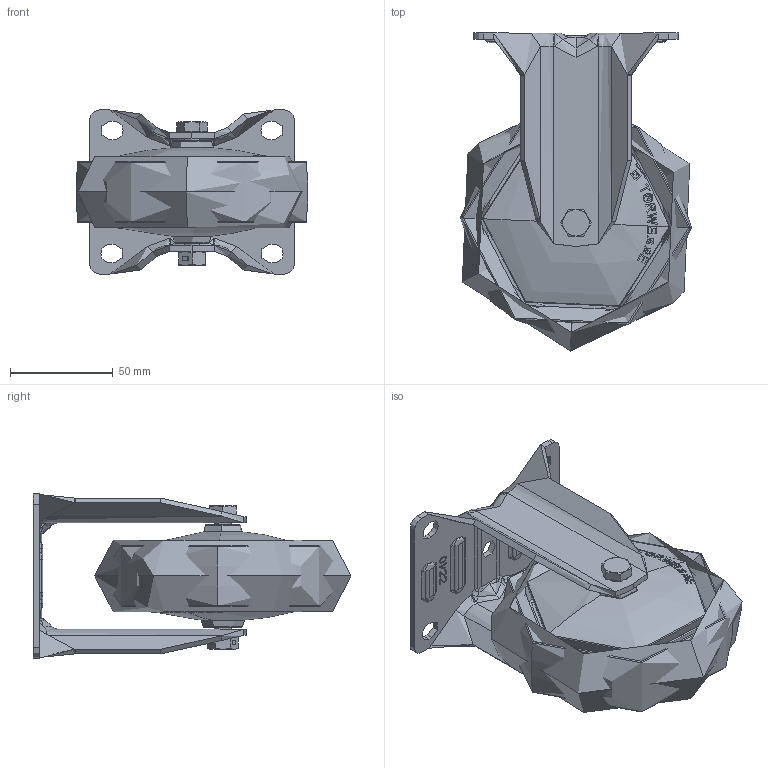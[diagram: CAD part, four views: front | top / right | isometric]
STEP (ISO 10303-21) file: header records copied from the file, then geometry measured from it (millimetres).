
FILE_DESCRIPTION (( 'STEP AP214' ), '1' );
FILE_NAME ('0055765.step', '2023-10-13T10:53:01', ( '' ), ( '' ), 'SwSTEP 2.0', 'SolidWorks 2020', '' );
FILE_SCHEMA (( 'AUTOMOTIVE_DESIGN' ));
Length unit declared in the file: millimetre
Products named in the file (1): 0055765
Bounding box: 112.77 x 154.94 x 80 mm (x, y, z)
Volume: 323381.5 mm3; surface area: 154972.5 mm2
Topology: 8 solids, 8 shells, 889 faces, 2167 edges, 1344 vertices
Faces by surface type: bspline 352, plane 221, cylinder 128, torus 124, cone 64
Entity records: 55939 total; most frequent: CARTESIAN_POINT 28010, ORIENTED_EDGE 4322, DIRECTION 2737, EDGE_CURVE 2161, VERTEX_POINT 1344, AXIS2_PLACEMENT_3D 1032, EDGE_LOOP 971, B_SPLINE_CURVE_WITH_KNOTS 945
